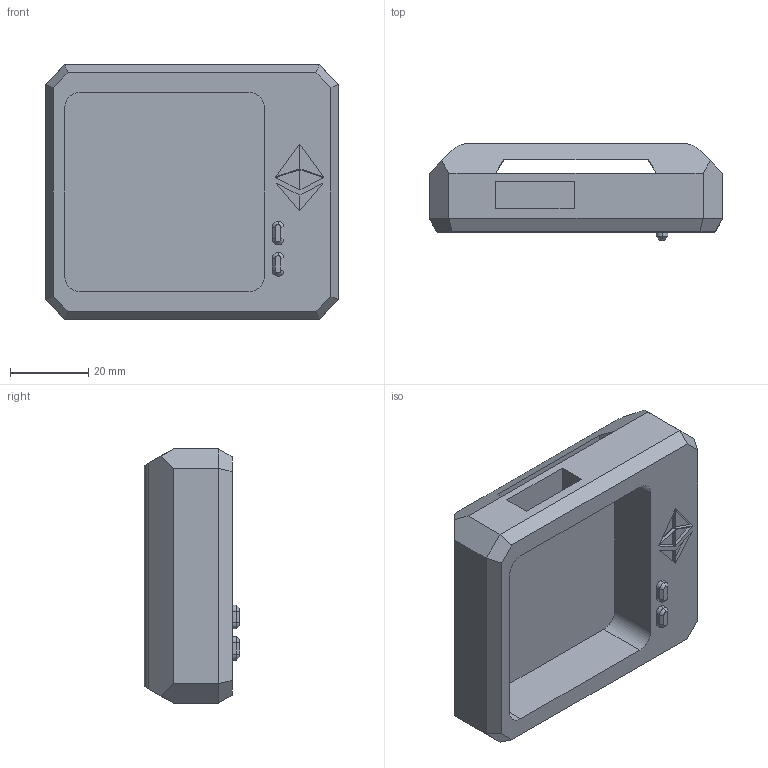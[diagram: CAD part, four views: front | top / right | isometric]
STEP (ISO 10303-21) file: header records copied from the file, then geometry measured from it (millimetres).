
FILE_DESCRIPTION (( 'STEP AP214' ), '1' );
FILE_NAME ('Case.STEP', '2023-11-19T02:04:03', ( '' ), ( '' ), 'SwSTEP 2.0', 'SolidWorks 2023', '' );
FILE_SCHEMA (( 'AUTOMOTIVE_DESIGN' ));
Length unit declared in the file: millimetre
Products named in the file (1): Case
Bounding box: 75 x 24.5 x 65 mm (x, y, z)
Volume: 58902.5 mm3; surface area: 22166.7 mm2
Topology: 1 solids, 1 shells, 86 faces, 212 edges, 134 vertices
Faces by surface type: plane 68, cylinder 12, cone 6
Entity records: 2517 total; most frequent: CARTESIAN_POINT 445, ORIENTED_EDGE 424, DIRECTION 408, EDGE_CURVE 212, LINE 182, VECTOR 182, VERTEX_POINT 134, AXIS2_PLACEMENT_3D 113
